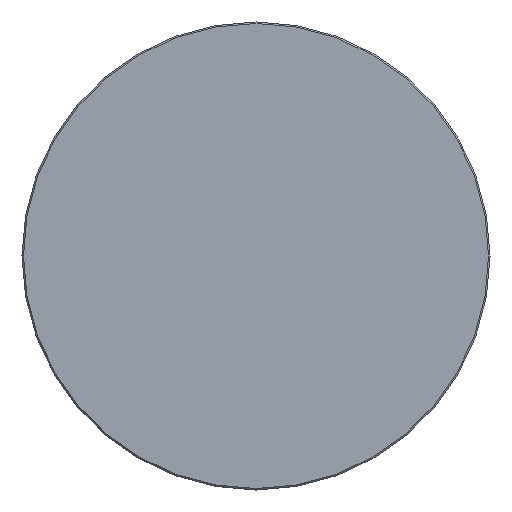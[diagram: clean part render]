
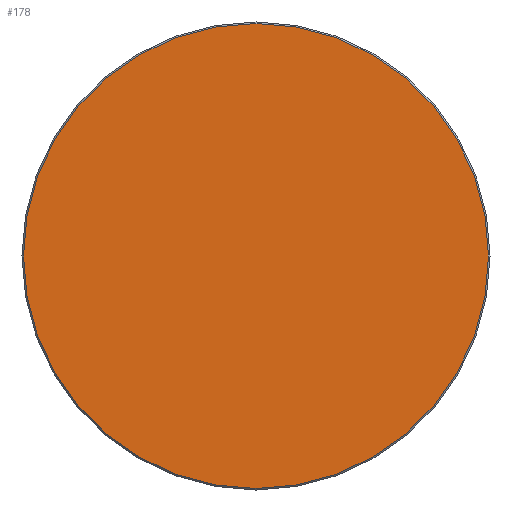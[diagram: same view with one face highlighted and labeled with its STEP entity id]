
A CAD part, left-side view. The second image highlights one B-rep face of the part: STEP entity #178.
In plain terms, the highlighted planar face has unit normal (-1, 0, 0).
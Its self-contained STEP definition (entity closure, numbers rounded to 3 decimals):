
#20 = ORIENTED_EDGE ( 'NONE', *, *, #618, .T. ) ;
#23 = CIRCLE ( 'NONE', #840, 46.7 ) ;
#31 = AXIS2_PLACEMENT_3D ( 'NONE', #648, #500, #273 ) ;
#43 = DIRECTION ( 'NONE',  ( 0., 0., 1. ) ) ;
#80 = CARTESIAN_POINT ( 'NONE',  ( 0., 0., -46.7 ) ) ;
#81 = CARTESIAN_POINT ( 'NONE',  ( 0., 0., 46.7 ) ) ;
#96 = FACE_OUTER_BOUND ( 'NONE', #111, .T. ) ;
#111 = EDGE_LOOP ( 'NONE', ( #20, #893 ) ) ;
#178 = ADVANCED_FACE ( 'NONE', ( #96 ), #870, .F. ) ;
#190 = DIRECTION ( 'NONE',  ( -1., 0., 0. ) ) ;
#273 = DIRECTION ( 'NONE',  ( 0., 0., -1. ) ) ;
#310 = DIRECTION ( 'NONE',  ( -1., 0., 0. ) ) ;
#346 = CARTESIAN_POINT ( 'NONE',  ( 0., 0., 0. ) ) ;
#363 = VERTEX_POINT ( 'NONE', #80 ) ;
#390 = CARTESIAN_POINT ( 'NONE',  ( 0., 0., 0. ) ) ;
#448 = EDGE_CURVE ( 'NONE', #722, #363, #23, .T. ) ;
#500 = DIRECTION ( 'NONE',  ( 1., 0., 0. ) ) ;
#528 = AXIS2_PLACEMENT_3D ( 'NONE', #346, #190, #43 ) ;
#618 = EDGE_CURVE ( 'NONE', #363, #722, #772, .T. ) ;
#648 = CARTESIAN_POINT ( 'NONE',  ( 0., 0., 0. ) ) ;
#722 = VERTEX_POINT ( 'NONE', #81 ) ;
#757 = DIRECTION ( 'NONE',  ( 0., 0., 1. ) ) ;
#772 = CIRCLE ( 'NONE', #528, 46.7 ) ;
#840 = AXIS2_PLACEMENT_3D ( 'NONE', #390, #310, #757 ) ;
#870 = PLANE ( 'NONE',  #31 ) ;
#893 = ORIENTED_EDGE ( 'NONE', *, *, #448, .T. ) ;
